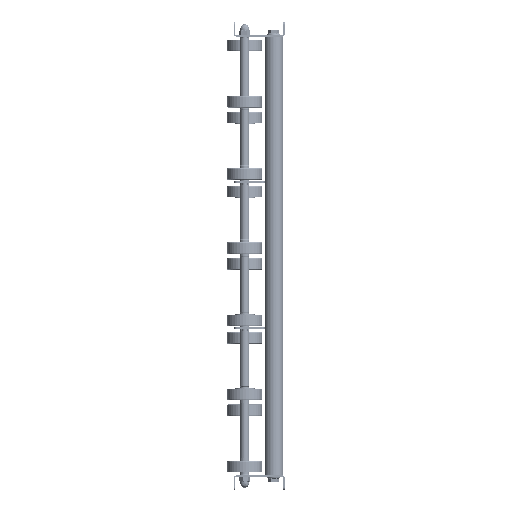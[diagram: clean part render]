
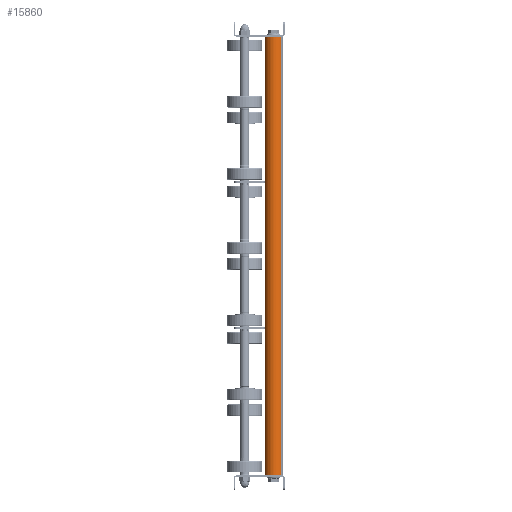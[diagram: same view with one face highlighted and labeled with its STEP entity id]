
A CAD part, left-side view. The second image highlights one B-rep face of the part: STEP entity #15860.
In plain terms, the highlighted cylindrical face has radius 12.5 mm (diameter 25 mm), a partial arc.
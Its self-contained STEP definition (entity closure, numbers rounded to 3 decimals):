
#1015 = FACE_OUTER_BOUND ( 'NONE', #7305, .T. ) ;
#3107 = ORIENTED_EDGE ( 'NONE', *, *, #5668, .F. ) ;
#3769 = AXIS2_PLACEMENT_3D ( 'NONE', #17721, #17866, #22435 ) ;
#4035 = EDGE_CURVE ( 'NONE', #6911, #12731, #26577, .T. ) ;
#4101 = LINE ( 'NONE', #13124, #14707 ) ;
#5668 = EDGE_CURVE ( 'NONE', #12406, #12731, #24988, .T. ) ;
#5781 = ORIENTED_EDGE ( 'NONE', *, *, #6675, .T. ) ;
#5984 = EDGE_CURVE ( 'NONE', #12406, #11360, #16021, .T. ) ;
#6675 = EDGE_CURVE ( 'NONE', #11360, #6911, #4101, .T. ) ;
#6911 = VERTEX_POINT ( 'NONE', #19568 ) ;
#7305 = EDGE_LOOP ( 'NONE', ( #3107, #15683, #5781, #26891 ) ) ;
#11360 = VERTEX_POINT ( 'NONE', #28227 ) ;
#12230 = DIRECTION ( 'NONE',  ( -1., 0., 0. ) ) ;
#12406 = VERTEX_POINT ( 'NONE', #20728 ) ;
#12731 = VERTEX_POINT ( 'NONE', #20952 ) ;
#13124 = CARTESIAN_POINT ( 'NONE',  ( 600., 0., 12.5 ) ) ;
#14707 = VECTOR ( 'NONE', #26832, 1000. ) ;
#14732 = CARTESIAN_POINT ( 'NONE',  ( 600., 0., 0. ) ) ;
#15683 = ORIENTED_EDGE ( 'NONE', *, *, #5984, .T. ) ;
#15860 = ADVANCED_FACE ( 'NONE', ( #1015 ), #20920, .T. ) ;
#16021 = CIRCLE ( 'NONE', #3769, 12.5 ) ;
#16495 = DIRECTION ( 'NONE',  ( 1., 0., 0. ) ) ;
#17721 = CARTESIAN_POINT ( 'NONE',  ( 599., 0., 0. ) ) ;
#17866 = DIRECTION ( 'NONE',  ( -1., 0., 0. ) ) ;
#18553 = DIRECTION ( 'NONE',  ( 0., 0., -1. ) ) ;
#19568 = CARTESIAN_POINT ( 'NONE',  ( 1., 0., 12.5 ) ) ;
#20728 = CARTESIAN_POINT ( 'NONE',  ( 599., 0., -12.5 ) ) ;
#20833 = DIRECTION ( 'NONE',  ( -1., 0., 0. ) ) ;
#20920 = CYLINDRICAL_SURFACE ( 'NONE', #21992, 12.5 ) ;
#20952 = CARTESIAN_POINT ( 'NONE',  ( 1., 0., -12.5 ) ) ;
#21992 = AXIS2_PLACEMENT_3D ( 'NONE', #14732, #12230, #26086 ) ;
#22435 = DIRECTION ( 'NONE',  ( 0., 0., -1. ) ) ;
#23115 = CARTESIAN_POINT ( 'NONE',  ( 1., 0., 0. ) ) ;
#24881 = VECTOR ( 'NONE', #20833, 1000. ) ;
#24988 = LINE ( 'NONE', #27787, #24881 ) ;
#26086 = DIRECTION ( 'NONE',  ( 0., 0., 1. ) ) ;
#26577 = CIRCLE ( 'NONE', #28023, 12.5 ) ;
#26832 = DIRECTION ( 'NONE',  ( -1., 0., 0. ) ) ;
#26891 = ORIENTED_EDGE ( 'NONE', *, *, #4035, .T. ) ;
#27787 = CARTESIAN_POINT ( 'NONE',  ( 600., 0., -12.5 ) ) ;
#28023 = AXIS2_PLACEMENT_3D ( 'NONE', #23115, #16495, #18553 ) ;
#28227 = CARTESIAN_POINT ( 'NONE',  ( 599., 0., 12.5 ) ) ;
